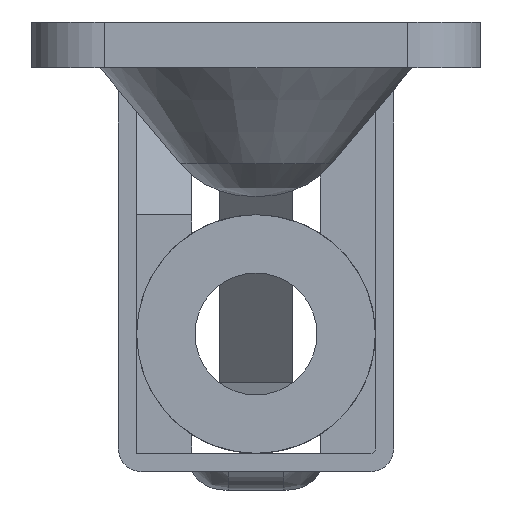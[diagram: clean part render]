
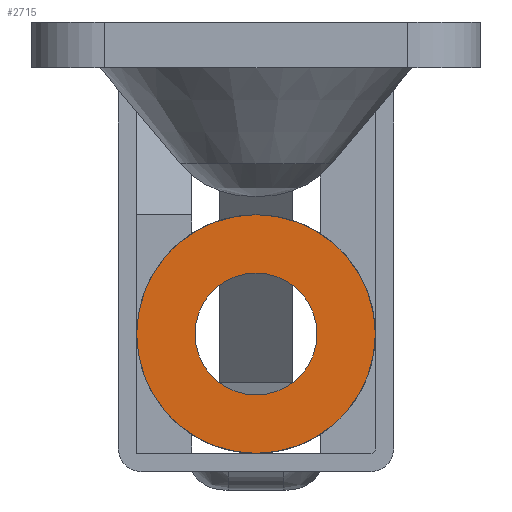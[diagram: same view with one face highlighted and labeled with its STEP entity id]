
A CAD part, front view. The second image highlights one B-rep face of the part: STEP entity #2715.
In plain terms, the highlighted face is planar.
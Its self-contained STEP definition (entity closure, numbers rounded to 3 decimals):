
#73=FACE_BOUND('',#631,.T.);
#243=CIRCLE('',#3103,3.324);
#244=CIRCLE('',#3104,3.324);
#246=CIRCLE('',#3107,6.5);
#314=PLANE('',#3112);
#461=FACE_OUTER_BOUND('',#630,.T.);
#630=EDGE_LOOP('',(#2486));
#631=EDGE_LOOP('',(#2487,#2488));
#1343=VERTEX_POINT('',#5008);
#1344=VERTEX_POINT('',#5009);
#1346=VERTEX_POINT('',#5016);
#1723=EDGE_CURVE('',#1343,#1344,#243,.T.);
#1724=EDGE_CURVE('',#1344,#1343,#244,.T.);
#1727=EDGE_CURVE('',#1346,#1346,#246,.T.);
#2486=ORIENTED_EDGE('',*,*,#1727,.F.);
#2487=ORIENTED_EDGE('',*,*,#1723,.T.);
#2488=ORIENTED_EDGE('',*,*,#1724,.T.);
#2715=ADVANCED_FACE('',(#461,#73),#314,.F.);
#3103=AXIS2_PLACEMENT_3D('',#5010,#3854,#3855);
#3104=AXIS2_PLACEMENT_3D('',#5011,#3856,#3857);
#3107=AXIS2_PLACEMENT_3D('',#5017,#3863,#3864);
#3112=AXIS2_PLACEMENT_3D('',#5027,#3874,#3875);
#3854=DIRECTION('center_axis',(0.,-1.,0.));
#3855=DIRECTION('ref_axis',(1.,0.,0.));
#3856=DIRECTION('center_axis',(0.,-1.,0.));
#3857=DIRECTION('ref_axis',(1.,0.,0.));
#3863=DIRECTION('center_axis',(0.,-1.,0.));
#3864=DIRECTION('ref_axis',(-1.,0.,0.));
#3874=DIRECTION('center_axis',(0.,-1.,0.));
#3875=DIRECTION('ref_axis',(0.,0.,-1.));
#5008=CARTESIAN_POINT('',(-0.677,67.,6.5));
#5009=CARTESIAN_POINT('',(-7.324,67.,6.5));
#5010=CARTESIAN_POINT('Origin',(-4.,67.,6.5));
#5011=CARTESIAN_POINT('Origin',(-4.,67.,6.5));
#5016=CARTESIAN_POINT('',(2.5,67.,6.5));
#5017=CARTESIAN_POINT('Origin',(-4.,67.,6.5));
#5027=CARTESIAN_POINT('Origin',(-4.,67.,6.5));
